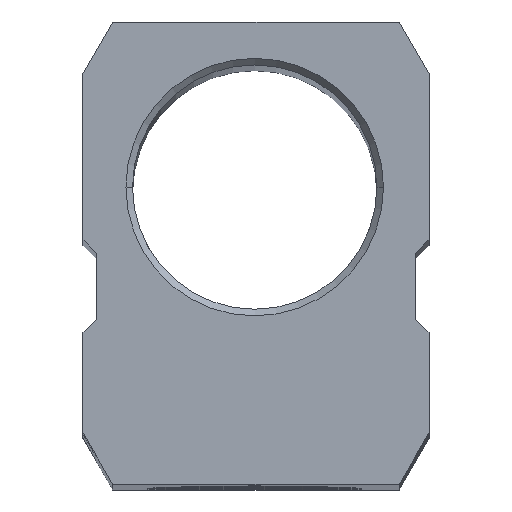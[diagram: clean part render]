
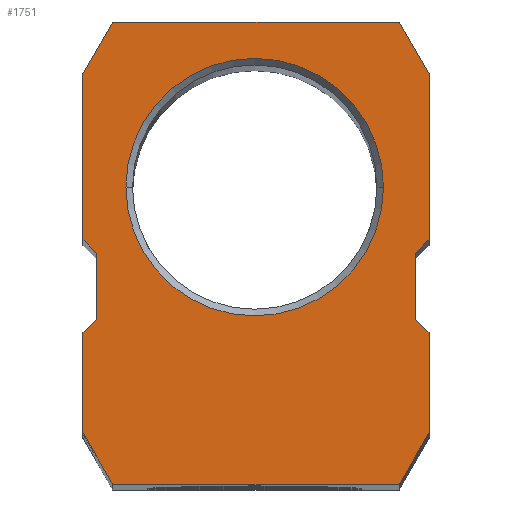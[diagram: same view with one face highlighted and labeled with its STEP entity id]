
A CAD part, top view. The second image highlights one B-rep face of the part: STEP entity #1751.
In plain terms, the highlighted planar face has unit normal (0, 0, 1).
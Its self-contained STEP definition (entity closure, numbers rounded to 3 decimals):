
#17 = LINE ( 'NONE', #385, #1906 ) ;
#18 = ORIENTED_EDGE ( 'NONE', *, *, #1707, .T. ) ;
#34 = VECTOR ( 'NONE', #2251, 1000. ) ;
#56 = VERTEX_POINT ( 'NONE', #571 ) ;
#64 = CARTESIAN_POINT ( 'NONE',  ( -6.75, 0., 0. ) ) ;
#77 = DIRECTION ( 'NONE',  ( 0., -1., 0. ) ) ;
#85 = EDGE_CURVE ( 'NONE', #1050, #2243, #17, .T. ) ;
#90 = ORIENTED_EDGE ( 'NONE', *, *, #1496, .T. ) ;
#116 = ORIENTED_EDGE ( 'NONE', *, *, #2187, .T. ) ;
#121 = CIRCLE ( 'NONE', #216, 9.75 ) ;
#147 = VERTEX_POINT ( 'NONE', #903 ) ;
#183 = CARTESIAN_POINT ( 'NONE',  ( 17.2, 18.5, 0. ) ) ;
#194 = LINE ( 'NONE', #1643, #497 ) ;
#211 = EDGE_CURVE ( 'NONE', #1886, #56, #1358, .T. ) ;
#216 = AXIS2_PLACEMENT_3D ( 'NONE', #1412, #1190, #2420 ) ;
#231 = VECTOR ( 'NONE', #1914, 1000. ) ;
#238 = VECTOR ( 'NONE', #1086, 1000. ) ;
#266 = FACE_BOUND ( 'NONE', #1615, .T. ) ;
#276 = VERTEX_POINT ( 'NONE', #64 ) ;
#294 = ORIENTED_EDGE ( 'NONE', *, *, #211, .T. ) ;
#296 = AXIS2_PLACEMENT_3D ( 'NONE', #2568, #1127, #512 ) ;
#306 = DIRECTION ( 'NONE',  ( 0.5, -0.866, 0. ) ) ;
#325 = FACE_OUTER_BOUND ( 'NONE', #1864, .T. ) ;
#365 = CARTESIAN_POINT ( 'NONE',  ( 17.2, 0., 0. ) ) ;
#370 = ORIENTED_EDGE ( 'NONE', *, *, #1911, .T. ) ;
#381 = CIRCLE ( 'NONE', #1417, 9.75 ) ;
#382 = EDGE_CURVE ( 'NONE', #737, #56, #1354, .T. ) ;
#383 = DIRECTION ( 'NONE',  ( -1., 0., 0. ) ) ;
#384 = LINE ( 'NONE', #514, #2154 ) ;
#385 = CARTESIAN_POINT ( 'NONE',  ( 16.2, 17.5, 0. ) ) ;
#401 = CARTESIAN_POINT ( 'NONE',  ( -15.918, 19.121, 0. ) ) ;
#434 = DIRECTION ( 'NONE',  ( 0., -1., 0. ) ) ;
#450 = CARTESIAN_POINT ( 'NONE',  ( -9., 0., 0. ) ) ;
#497 = VECTOR ( 'NONE', #383, 1000. ) ;
#505 = EDGE_CURVE ( 'NONE', #2167, #840, #121, .T. ) ;
#512 = DIRECTION ( 'NONE',  ( 0., -1., 0. ) ) ;
#514 = CARTESIAN_POINT ( 'NONE',  ( -0.763, -10.371, 0. ) ) ;
#555 = VECTOR ( 'NONE', #572, 1000. ) ;
#571 = CARTESIAN_POINT ( 'NONE',  ( -9., 11.5, 0. ) ) ;
#572 = DIRECTION ( 'NONE',  ( -0.5, 0.866, 0. ) ) ;
#580 = CARTESIAN_POINT ( 'NONE',  ( -8., 17.5, 0. ) ) ;
#588 = DIRECTION ( 'NONE',  ( 0.707, 0.707, 0. ) ) ;
#604 = CARTESIAN_POINT ( 'NONE',  ( -9., 18.5, 0. ) ) ;
#621 = CARTESIAN_POINT ( 'NONE',  ( 16.2, 17.5, 0. ) ) ;
#631 = EDGE_CURVE ( 'NONE', #147, #2320, #746, .T. ) ;
#671 = CARTESIAN_POINT ( 'NONE',  ( 17.2, 3.897, 0. ) ) ;
#720 = PLANE ( 'NONE',  #296 ) ;
#737 = VERTEX_POINT ( 'NONE', #1281 ) ;
#746 = LINE ( 'NONE', #401, #1211 ) ;
#784 = EDGE_CURVE ( 'NONE', #1327, #2320, #1706, .T. ) ;
#797 = VECTOR ( 'NONE', #2035, 1000. ) ;
#840 = VERTEX_POINT ( 'NONE', #2560 ) ;
#903 = CARTESIAN_POINT ( 'NONE',  ( -6.75, 35., 0. ) ) ;
#925 = DIRECTION ( 'NONE',  ( 0., 1., 0. ) ) ;
#954 = DIRECTION ( 'NONE',  ( 0., 1., 0. ) ) ;
#988 = DIRECTION ( 'NONE',  ( 0., 1., 0. ) ) ;
#1036 = CARTESIAN_POINT ( 'NONE',  ( -8., 17.5, 0. ) ) ;
#1041 = LINE ( 'NONE', #580, #797 ) ;
#1050 = VERTEX_POINT ( 'NONE', #621 ) ;
#1086 = DIRECTION ( 'NONE',  ( -0.707, -0.707, 0. ) ) ;
#1115 = DIRECTION ( 'NONE',  ( 0., 0., -1. ) ) ;
#1127 = DIRECTION ( 'NONE',  ( 0., 0., 1. ) ) ;
#1157 = VECTOR ( 'NONE', #925, 1000. ) ;
#1178 = ORIENTED_EDGE ( 'NONE', *, *, #382, .F. ) ;
#1183 = VERTEX_POINT ( 'NONE', #1972 ) ;
#1188 = CARTESIAN_POINT ( 'NONE',  ( 16.2, 12.5, 0. ) ) ;
#1190 = DIRECTION ( 'NONE',  ( 0., 0., -1. ) ) ;
#1192 = EDGE_CURVE ( 'NONE', #737, #276, #384, .T. ) ;
#1198 = ORIENTED_EDGE ( 'NONE', *, *, #1439, .T. ) ;
#1200 = CARTESIAN_POINT ( 'NONE',  ( -8., 12.5, 0. ) ) ;
#1211 = VECTOR ( 'NONE', #2262, 1000. ) ;
#1217 = ORIENTED_EDGE ( 'NONE', *, *, #784, .F. ) ;
#1281 = CARTESIAN_POINT ( 'NONE',  ( -9., 3.897, 0. ) ) ;
#1284 = CARTESIAN_POINT ( 'NONE',  ( 14.95, 35., 0. ) ) ;
#1307 = LINE ( 'NONE', #2191, #2478 ) ;
#1314 = CARTESIAN_POINT ( 'NONE',  ( -8., 17.5, 0. ) ) ;
#1315 = CARTESIAN_POINT ( 'NONE',  ( -8., 12.5, 0. ) ) ;
#1317 = EDGE_CURVE ( 'NONE', #2593, #147, #194, .T. ) ;
#1327 = VERTEX_POINT ( 'NONE', #604 ) ;
#1354 = LINE ( 'NONE', #450, #231 ) ;
#1358 = LINE ( 'NONE', #1315, #238 ) ;
#1368 = ORIENTED_EDGE ( 'NONE', *, *, #1192, .T. ) ;
#1395 = DIRECTION ( 'NONE',  ( -0.707, 0.707, 0. ) ) ;
#1408 = DIRECTION ( 'NONE',  ( 0., 1., 0. ) ) ;
#1412 = CARTESIAN_POINT ( 'NONE',  ( 4., 22.5, 0. ) ) ;
#1417 = AXIS2_PLACEMENT_3D ( 'NONE', #2141, #1115, #77 ) ;
#1437 = LINE ( 'NONE', #1188, #2648 ) ;
#1439 = EDGE_CURVE ( 'NONE', #2243, #1787, #1858, .T. ) ;
#1463 = VECTOR ( 'NONE', #1530, 1000. ) ;
#1496 = EDGE_CURVE ( 'NONE', #2406, #1183, #1437, .T. ) ;
#1530 = DIRECTION ( 'NONE',  ( 0.5, 0.866, 0. ) ) ;
#1557 = CARTESIAN_POINT ( 'NONE',  ( 17.2, 31.103, 0. ) ) ;
#1562 = ORIENTED_EDGE ( 'NONE', *, *, #2132, .T. ) ;
#1615 = EDGE_LOOP ( 'NONE', ( #2404, #2211 ) ) ;
#1637 = CARTESIAN_POINT ( 'NONE',  ( 17.2, 0., 0. ) ) ;
#1643 = CARTESIAN_POINT ( 'NONE',  ( 17.2, 35., 0. ) ) ;
#1648 = VERTEX_POINT ( 'NONE', #2672 ) ;
#1674 = ORIENTED_EDGE ( 'NONE', *, *, #1853, .T. ) ;
#1678 = EDGE_CURVE ( 'NONE', #840, #2167, #381, .T. ) ;
#1706 = LINE ( 'NONE', #2158, #1157 ) ;
#1707 = EDGE_CURVE ( 'NONE', #2280, #1886, #2233, .T. ) ;
#1751 = ADVANCED_FACE ( 'NONE', ( #266, #325 ), #720, .T. ) ;
#1787 = VERTEX_POINT ( 'NONE', #1557 ) ;
#1823 = CARTESIAN_POINT ( 'NONE',  ( 30.668, 7.776, 0. ) ) ;
#1853 = EDGE_CURVE ( 'NONE', #1327, #2280, #1041, .T. ) ;
#1858 = LINE ( 'NONE', #2022, #2020 ) ;
#1864 = EDGE_LOOP ( 'NONE', ( #2538, #2057, #116, #90, #1562, #2564, #1198, #370, #2467, #2247, #1217, #1674, #18, #294, #1178, #1368 ) ) ;
#1886 = VERTEX_POINT ( 'NONE', #1200 ) ;
#1906 = VECTOR ( 'NONE', #588, 1000. ) ;
#1911 = EDGE_CURVE ( 'NONE', #1787, #2593, #2565, .T. ) ;
#1914 = DIRECTION ( 'NONE',  ( 0., 1., 0. ) ) ;
#1921 = LINE ( 'NONE', #1637, #34 ) ;
#1972 = CARTESIAN_POINT ( 'NONE',  ( 16.2, 12.5, 0. ) ) ;
#2020 = VECTOR ( 'NONE', #988, 1000. ) ;
#2022 = CARTESIAN_POINT ( 'NONE',  ( 17.2, 0., 0. ) ) ;
#2028 = EDGE_CURVE ( 'NONE', #1648, #2091, #2044, .T. ) ;
#2035 = DIRECTION ( 'NONE',  ( 0.707, -0.707, 0. ) ) ;
#2044 = LINE ( 'NONE', #2514, #1463 ) ;
#2057 = ORIENTED_EDGE ( 'NONE', *, *, #2028, .T. ) ;
#2091 = VERTEX_POINT ( 'NONE', #671 ) ;
#2132 = EDGE_CURVE ( 'NONE', #1183, #1050, #1307, .T. ) ;
#2141 = CARTESIAN_POINT ( 'NONE',  ( 4., 22.5, 0. ) ) ;
#2154 = VECTOR ( 'NONE', #306, 1000. ) ;
#2158 = CARTESIAN_POINT ( 'NONE',  ( -9., 0., 0. ) ) ;
#2167 = VERTEX_POINT ( 'NONE', #2424 ) ;
#2187 = EDGE_CURVE ( 'NONE', #2091, #2406, #2524, .T. ) ;
#2191 = CARTESIAN_POINT ( 'NONE',  ( 16.2, 12.5, 0. ) ) ;
#2211 = ORIENTED_EDGE ( 'NONE', *, *, #1678, .T. ) ;
#2233 = LINE ( 'NONE', #1314, #2531 ) ;
#2243 = VERTEX_POINT ( 'NONE', #183 ) ;
#2247 = ORIENTED_EDGE ( 'NONE', *, *, #631, .T. ) ;
#2251 = DIRECTION ( 'NONE',  ( -1., 0., 0. ) ) ;
#2262 = DIRECTION ( 'NONE',  ( -0.5, -0.866, 0. ) ) ;
#2280 = VERTEX_POINT ( 'NONE', #1036 ) ;
#2312 = EDGE_CURVE ( 'NONE', #1648, #276, #1921, .T. ) ;
#2320 = VERTEX_POINT ( 'NONE', #2442 ) ;
#2404 = ORIENTED_EDGE ( 'NONE', *, *, #505, .T. ) ;
#2406 = VERTEX_POINT ( 'NONE', #2551 ) ;
#2420 = DIRECTION ( 'NONE',  ( 0., -1., 0. ) ) ;
#2424 = CARTESIAN_POINT ( 'NONE',  ( 13.75, 22.5, 0. ) ) ;
#2442 = CARTESIAN_POINT ( 'NONE',  ( -9., 31.103, 0. ) ) ;
#2467 = ORIENTED_EDGE ( 'NONE', *, *, #1317, .T. ) ;
#2478 = VECTOR ( 'NONE', #954, 1000. ) ;
#2514 = CARTESIAN_POINT ( 'NONE',  ( 15.513, 0.974, 0. ) ) ;
#2524 = LINE ( 'NONE', #365, #2556 ) ;
#2531 = VECTOR ( 'NONE', #434, 1000. ) ;
#2538 = ORIENTED_EDGE ( 'NONE', *, *, #2312, .F. ) ;
#2551 = CARTESIAN_POINT ( 'NONE',  ( 17.2, 11.5, 0. ) ) ;
#2556 = VECTOR ( 'NONE', #1408, 1000. ) ;
#2560 = CARTESIAN_POINT ( 'NONE',  ( -5.75, 22.5, 0. ) ) ;
#2564 = ORIENTED_EDGE ( 'NONE', *, *, #85, .T. ) ;
#2565 = LINE ( 'NONE', #1823, #555 ) ;
#2568 = CARTESIAN_POINT ( 'NONE',  ( 17.2, 0., 0. ) ) ;
#2593 = VERTEX_POINT ( 'NONE', #1284 ) ;
#2648 = VECTOR ( 'NONE', #1395, 1000. ) ;
#2672 = CARTESIAN_POINT ( 'NONE',  ( 14.95, 0., 0. ) ) ;
